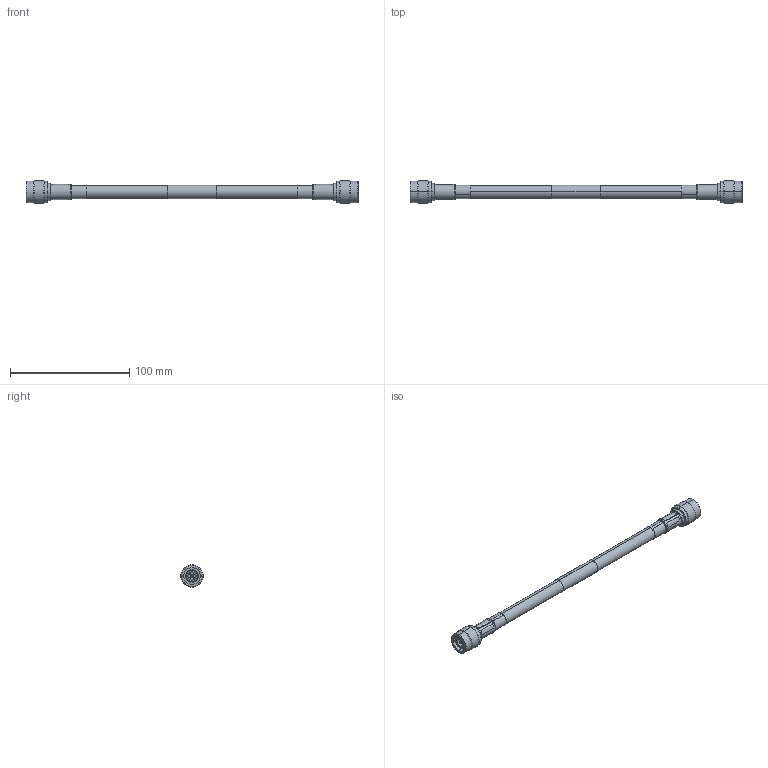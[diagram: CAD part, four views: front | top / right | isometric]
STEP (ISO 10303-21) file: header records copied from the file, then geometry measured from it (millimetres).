
FILE_DESCRIPTION (( 'STEP AP214' ), '1' );
FILE_NAME ('FMCA2208_3D.step', '2023-03-06T20:17:28', ( '' ), ( '' ), 'SwSTEP 2.0', 'SolidWorks 2022', '' );
FILE_SCHEMA (( 'AUTOMOTIVE_DESIGN' ));
Length unit declared in the file: inch
Products named in the file (4): heat shrink^FMCA2208_shrunk; FMCN1373^FMCA2208_CRIMPED; FMCA2208_3D; RG214 Ø.425 jacket^FMCA2208
Assembly tree (5 placements, depth 2):
  FMCA2208_3D
    RG214 Ø.425 jacket^FMCA2208
    FMCN1373^FMCA2208_CRIMPED  x2
    heat shrink^FMCA2208_shrunk  x2
Bounding box: 278.38 x 19 x 19 mm (x, y, z)
Volume: 28932.5 mm3; surface area: 23127.4 mm2
Topology: 8 solids, 8 shells, 308 faces, 704 edges, 436 vertices
Faces by surface type: plane 128, cylinder 100, cone 42, torus 38
Entity records: 4848 total; most frequent: DIRECTION 864, CARTESIAN_POINT 824, ORIENTED_EDGE 722, EDGE_CURVE 361, AXIS2_PLACEMENT_3D 352, VERTEX_POINT 224, CIRCLE 185, EDGE_LOOP 177
